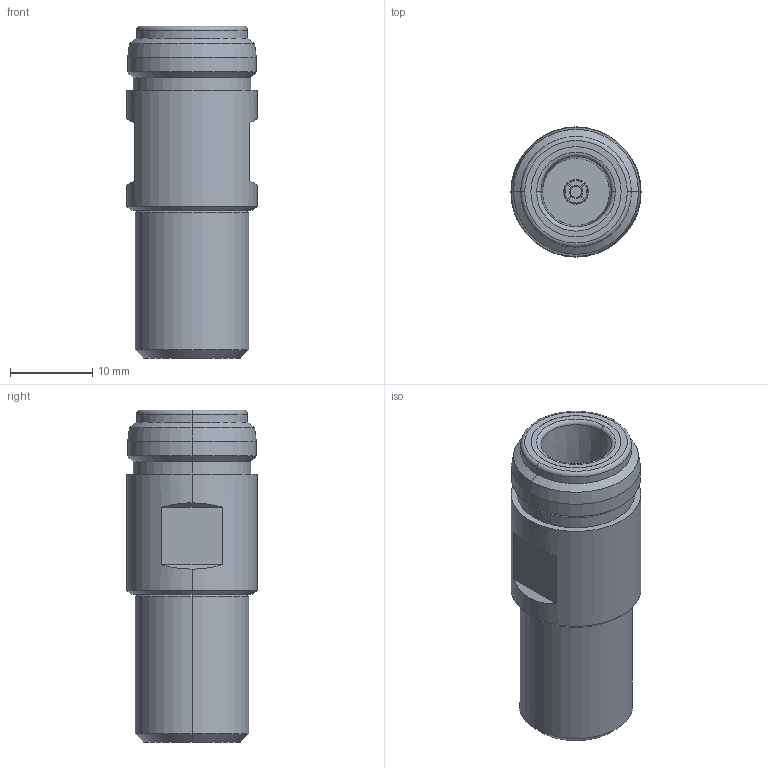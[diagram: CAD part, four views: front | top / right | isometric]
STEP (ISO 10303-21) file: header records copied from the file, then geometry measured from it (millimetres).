
FILE_DESCRIPTION (( 'STEP AP214' ), '1' );
FILE_NAME ('J01026A0013.STEP', '2019-07-08T11:41:11', ( '' ), ( '' ), 'SwSTEP 2.0', 'SolidWorks 2018', '' );
FILE_SCHEMA (( 'AUTOMOTIVE_DESIGN' ));
Length unit declared in the file: millimetre
Products named in the file (1): J01026A0013
Bounding box: 15.85 x 15.85 x 40.45 mm (x, y, z)
Volume: 6424.4 mm3; surface area: 2958.4 mm2
Topology: 1 solids, 2 shells, 100 faces, 238 edges, 150 vertices
Faces by surface type: cylinder 36, cone 30, plane 30, torus 4
Entity records: 4011 total; most frequent: CARTESIAN_POINT 597, DIRECTION 502, ORIENTED_EDGE 476, EDGE_CURVE 238, AXIS2_PLACEMENT_3D 199, VERTEX_POINT 150, EDGE_LOOP 110, VECTOR 104
